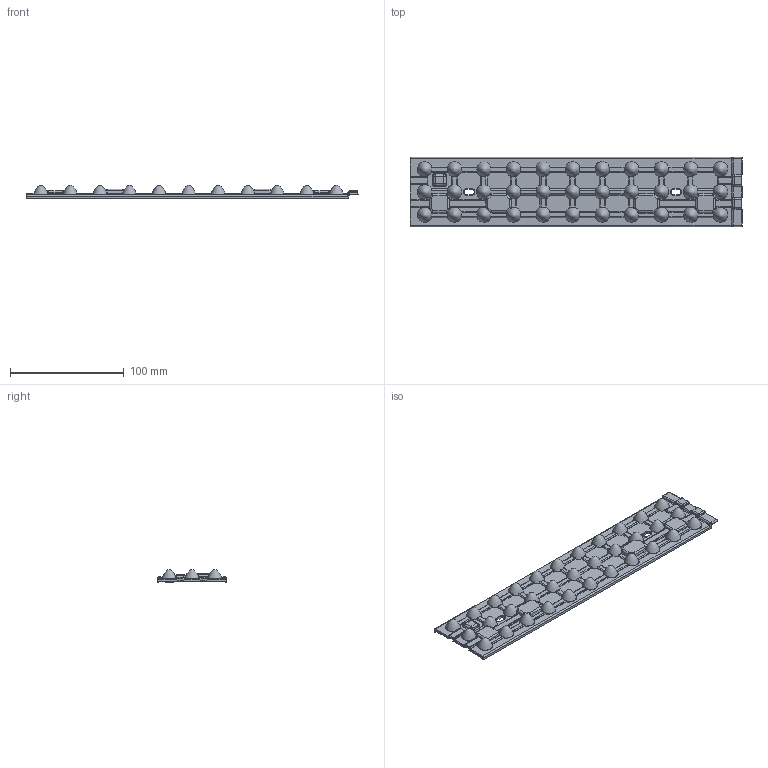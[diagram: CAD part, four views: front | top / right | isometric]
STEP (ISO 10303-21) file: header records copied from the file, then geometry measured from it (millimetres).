
FILE_DESCRIPTION (( 'STEP AP214' ), '1' );
FILE_NAME ('12950_Rev_1_NB_Tri_AS-Flange_Customer.STEP', '2015-09-11T09:00:14', ( '' ), ( '' ), 'SwSTEP 2.0', 'SolidWorks 2014', '' );
FILE_SCHEMA (( 'AUTOMOTIVE_DESIGN' ));
Products named in the file (1): 12950_Rev_1_NB_Tri_AS-Flange_Customer
Bounding box: 292 x 61 x 11.6 mm (x, y, z)
Volume: 52319.4 mm3; surface area: 45556.3 mm2
Topology: 1 solids, 1 shells, 3050 faces, 8056 edges, 4975 vertices
Faces by surface type: plane 1147, bspline 1002, cylinder 759, sphere 100, cone 30, torus 12
Entity records: 142762 total; most frequent: CARTESIAN_POINT 80449, ORIENTED_EDGE 15920, DIRECTION 8827, EDGE_CURVE 7960, VERTEX_POINT 4975, B_SPLINE_CURVE_WITH_KNOTS 3875, AXIS2_PLACEMENT_3D 3311, EDGE_LOOP 3149
